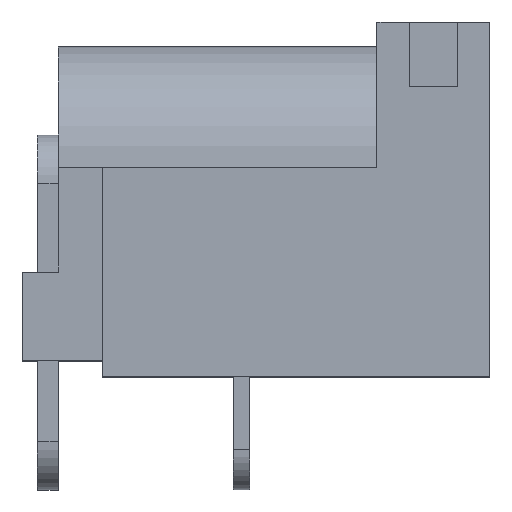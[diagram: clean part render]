
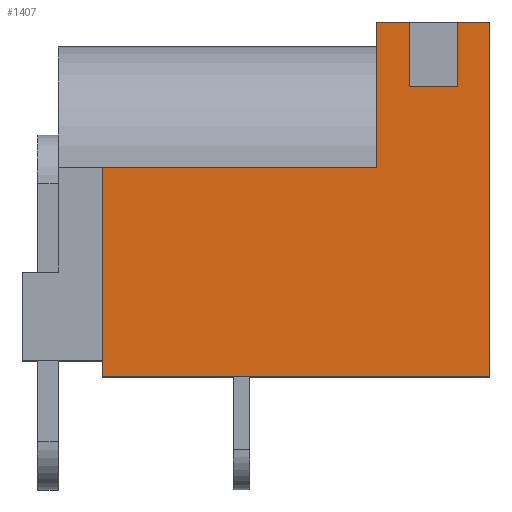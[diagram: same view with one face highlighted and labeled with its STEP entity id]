
A CAD part, top view. The second image highlights one B-rep face of the part: STEP entity #1407.
In plain terms, the highlighted face is planar.
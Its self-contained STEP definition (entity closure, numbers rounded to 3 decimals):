
#4 = LINE ( 'NONE', #722, #1681 ) ;
#15 = ORIENTED_EDGE ( 'NONE', *, *, #269, .T. ) ;
#24 = LINE ( 'NONE', #599, #827 ) ;
#34 = ORIENTED_EDGE ( 'NONE', *, *, #1266, .F. ) ;
#51 = EDGE_CURVE ( 'NONE', #141, #84, #1708, .T. ) ;
#74 = LINE ( 'NONE', #559, #973 ) ;
#83 = EDGE_LOOP ( 'NONE', ( #1773, #1373, #15, #901, #417, #540, #170, #987, #34, #421 ) ) ;
#84 = VERTEX_POINT ( 'NONE', #760 ) ;
#91 = VECTOR ( 'NONE', #1025, 1000. ) ;
#124 = CARTESIAN_POINT ( 'NONE',  ( -4.5, 4.5, -2.5 ) ) ;
#141 = VERTEX_POINT ( 'NONE', #477 ) ;
#144 = EDGE_CURVE ( 'NONE', #1267, #512, #1774, .T. ) ;
#170 = ORIENTED_EDGE ( 'NONE', *, *, #590, .T. ) ;
#172 = CARTESIAN_POINT ( 'NONE',  ( -4.5, 2.5, -2.5 ) ) ;
#189 = CARTESIAN_POINT ( 'NONE',  ( -4.5, 4.5, -1. ) ) ;
#205 = CARTESIAN_POINT ( 'NONE',  ( -4.5, 4.5, -12. ) ) ;
#269 = EDGE_CURVE ( 'NONE', #1402, #141, #355, .T. ) ;
#344 = DIRECTION ( 'NONE',  ( -1., 0., 0. ) ) ;
#355 = LINE ( 'NONE', #361, #680 ) ;
#361 = CARTESIAN_POINT ( 'NONE',  ( -4.5, 0., -14.5 ) ) ;
#398 = CARTESIAN_POINT ( 'NONE',  ( -4.5, 4.5, -2.5 ) ) ;
#417 = ORIENTED_EDGE ( 'NONE', *, *, #805, .T. ) ;
#421 = ORIENTED_EDGE ( 'NONE', *, *, #144, .T. ) ;
#474 = DIRECTION ( 'NONE',  ( 0., -1., 0. ) ) ;
#477 = CARTESIAN_POINT ( 'NONE',  ( -4.5, 0., -12. ) ) ;
#497 = CARTESIAN_POINT ( 'NONE',  ( -4.5, 4.5, 0. ) ) ;
#512 = VERTEX_POINT ( 'NONE', #124 ) ;
#540 = ORIENTED_EDGE ( 'NONE', *, *, #1427, .T. ) ;
#559 = CARTESIAN_POINT ( 'NONE',  ( -4.5, 4.5, -3.5 ) ) ;
#569 = VECTOR ( 'NONE', #615, 1000. ) ;
#590 = EDGE_CURVE ( 'NONE', #1621, #1440, #4, .T. ) ;
#599 = CARTESIAN_POINT ( 'NONE',  ( -4.5, 2.5, 0. ) ) ;
#615 = DIRECTION ( 'NONE',  ( 0., 0., 1. ) ) ;
#680 = VECTOR ( 'NONE', #1070, 1000. ) ;
#722 = CARTESIAN_POINT ( 'NONE',  ( -4.5, 4.5, -3.5 ) ) ;
#760 = CARTESIAN_POINT ( 'NONE',  ( -4.5, -6.5, -12. ) ) ;
#805 = EDGE_CURVE ( 'NONE', #84, #1194, #1349, .T. ) ;
#827 = VECTOR ( 'NONE', #874, 1000. ) ;
#850 = LINE ( 'NONE', #1615, #1547 ) ;
#874 = DIRECTION ( 'NONE',  ( 0., 0., 1. ) ) ;
#901 = ORIENTED_EDGE ( 'NONE', *, *, #51, .T. ) ;
#942 = CARTESIAN_POINT ( 'NONE',  ( -4.5, 4.5, 0. ) ) ;
#967 = DIRECTION ( 'NONE',  ( 0., 0., -1. ) ) ;
#968 = EDGE_CURVE ( 'NONE', #1192, #1402, #1331, .T. ) ;
#973 = VECTOR ( 'NONE', #967, 1000. ) ;
#987 = ORIENTED_EDGE ( 'NONE', *, *, #1642, .T. ) ;
#1016 = VECTOR ( 'NONE', #1147, 1000. ) ;
#1025 = DIRECTION ( 'NONE',  ( 0., 1., 0. ) ) ;
#1069 = VERTEX_POINT ( 'NONE', #1208 ) ;
#1070 = DIRECTION ( 'NONE',  ( 0., 0., -1. ) ) ;
#1112 = CARTESIAN_POINT ( 'NONE',  ( -4.5, -6.5, 0. ) ) ;
#1118 = LINE ( 'NONE', #497, #91 ) ;
#1133 = DIRECTION ( 'NONE',  ( 0., 1., 0. ) ) ;
#1145 = EDGE_CURVE ( 'NONE', #512, #1192, #74, .T. ) ;
#1147 = DIRECTION ( 'NONE',  ( 0., -1., 0. ) ) ;
#1166 = CARTESIAN_POINT ( 'NONE',  ( -4.5, 0., -3.5 ) ) ;
#1169 = VECTOR ( 'NONE', #1723, 1000. ) ;
#1192 = VERTEX_POINT ( 'NONE', #1796 ) ;
#1194 = VERTEX_POINT ( 'NONE', #1112 ) ;
#1208 = CARTESIAN_POINT ( 'NONE',  ( -4.5, 2.5, -1. ) ) ;
#1266 = EDGE_CURVE ( 'NONE', #1267, #1069, #24, .T. ) ;
#1267 = VERTEX_POINT ( 'NONE', #172 ) ;
#1296 = AXIS2_PLACEMENT_3D ( 'NONE', #1565, #344, #474 ) ;
#1310 = FACE_OUTER_BOUND ( 'NONE', #83, .T. ) ;
#1331 = LINE ( 'NONE', #1166, #1016 ) ;
#1349 = LINE ( 'NONE', #1680, #569 ) ;
#1373 = ORIENTED_EDGE ( 'NONE', *, *, #968, .T. ) ;
#1402 = VERTEX_POINT ( 'NONE', #1720 ) ;
#1407 = ADVANCED_FACE ( 'NONE', ( #1310 ), #1580, .T. ) ;
#1427 = EDGE_CURVE ( 'NONE', #1194, #1621, #1118, .T. ) ;
#1440 = VERTEX_POINT ( 'NONE', #189 ) ;
#1478 = DIRECTION ( 'NONE',  ( 0., -1., 0. ) ) ;
#1481 = VECTOR ( 'NONE', #1133, 1000. ) ;
#1547 = VECTOR ( 'NONE', #1478, 1000. ) ;
#1565 = CARTESIAN_POINT ( 'NONE',  ( -4.5, 4.5, -3.5 ) ) ;
#1580 = PLANE ( 'NONE',  #1296 ) ;
#1615 = CARTESIAN_POINT ( 'NONE',  ( -4.5, 4.5, -1. ) ) ;
#1621 = VERTEX_POINT ( 'NONE', #942 ) ;
#1642 = EDGE_CURVE ( 'NONE', #1440, #1069, #850, .T. ) ;
#1673 = DIRECTION ( 'NONE',  ( 0., 0., -1. ) ) ;
#1680 = CARTESIAN_POINT ( 'NONE',  ( -4.5, -6.5, -3.5 ) ) ;
#1681 = VECTOR ( 'NONE', #1673, 1000. ) ;
#1708 = LINE ( 'NONE', #205, #1169 ) ;
#1720 = CARTESIAN_POINT ( 'NONE',  ( -4.5, 0., -3.5 ) ) ;
#1723 = DIRECTION ( 'NONE',  ( 0., -1., 0. ) ) ;
#1773 = ORIENTED_EDGE ( 'NONE', *, *, #1145, .T. ) ;
#1774 = LINE ( 'NONE', #398, #1481 ) ;
#1796 = CARTESIAN_POINT ( 'NONE',  ( -4.5, 4.5, -3.5 ) ) ;
